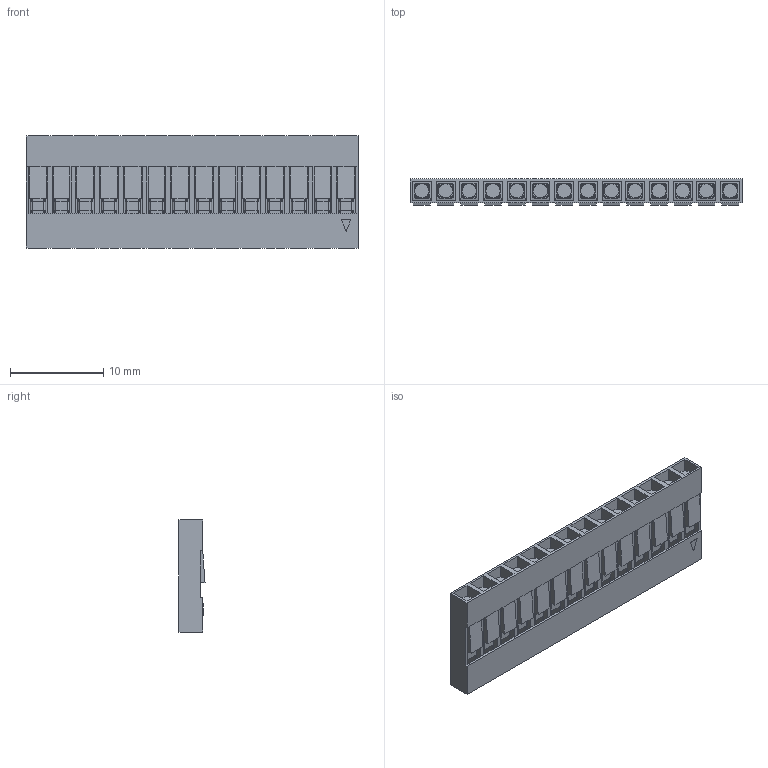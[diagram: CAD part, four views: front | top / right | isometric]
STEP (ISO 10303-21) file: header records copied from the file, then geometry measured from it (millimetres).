
FILE_DESCRIPTION (( 'STEP AP214' ), '1' );
FILE_NAME ('DS1071-1x14.STEP', '2019-05-31T22:22:07', ( 'VR' ), ( '' ), 'SwSTEP 2.0', 'SolidWorks 2016', '' );
FILE_SCHEMA (( 'AUTOMOTIVE_DESIGN' ));
Length unit declared in the file: millimetre
Products named in the file (1): DS1071-1x14
Bounding box: 35.56 x 2.79 x 12 mm (x, y, z)
Volume: 515.8 mm3; surface area: 3646.5 mm2
Topology: 15 solids, 15 shells, 938 faces, 2861 edges, 1814 vertices
Faces by surface type: plane 686, cylinder 252
Entity records: 42515 total; most frequent: ORIENTED_EDGE 5722, CARTESIAN_POINT 5614, DIRECTION 5383, EDGE_CURVE 2861, VECTOR 2217, LINE 2217, VERTEX_POINT 1814, AXIS2_PLACEMENT_3D 1583
